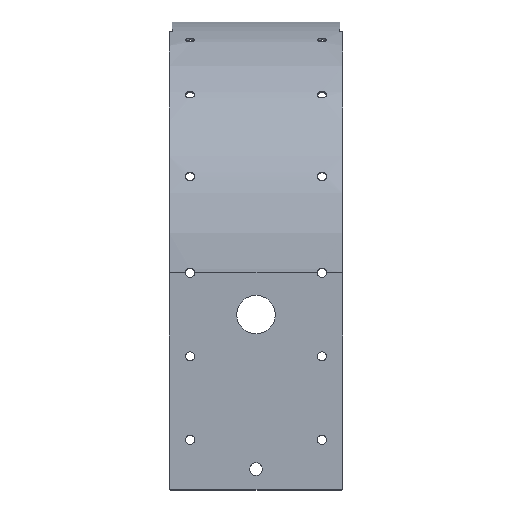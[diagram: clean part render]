
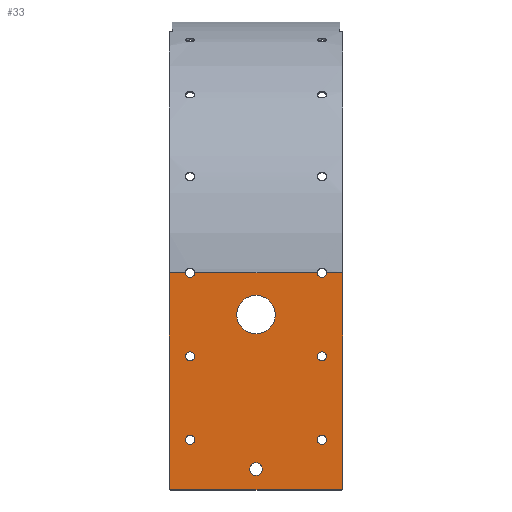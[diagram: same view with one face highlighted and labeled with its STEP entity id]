
A CAD part, top view. The second image highlights one B-rep face of the part: STEP entity #33.
In plain terms, the highlighted planar face has unit normal (0, 0, 1).
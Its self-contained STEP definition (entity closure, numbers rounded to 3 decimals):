
#19=PLANE('',#1008);
#33=ADVANCED_FACE('',(#131,#132,#133,#134,#135,#136,#77),#19,.T.);
#77=FACE_OUTER_BOUND('',#163,.F.);
#131=FACE_BOUND('',#157,.F.);
#132=FACE_BOUND('',#158,.F.);
#133=FACE_BOUND('',#159,.F.);
#134=FACE_BOUND('',#160,.F.);
#135=FACE_BOUND('',#161,.F.);
#136=FACE_BOUND('',#162,.F.);
#157=EDGE_LOOP('',(#263,#264));
#158=EDGE_LOOP('',(#265,#266));
#159=EDGE_LOOP('',(#267,#268));
#160=EDGE_LOOP('',(#269,#270));
#161=EDGE_LOOP('',(#271,#272));
#162=EDGE_LOOP('',(#273,#274));
#163=EDGE_LOOP('',(#275,#276,#277,#278,#279,#280,#281,#282,#283,#284,#285,
#286));
#263=ORIENTED_EDGE('',*,*,#674,.T.);
#264=ORIENTED_EDGE('',*,*,#673,.T.);
#265=ORIENTED_EDGE('',*,*,#714,.T.);
#266=ORIENTED_EDGE('',*,*,#713,.T.);
#267=ORIENTED_EDGE('',*,*,#742,.T.);
#268=ORIENTED_EDGE('',*,*,#741,.T.);
#269=ORIENTED_EDGE('',*,*,#738,.T.);
#270=ORIENTED_EDGE('',*,*,#737,.T.);
#271=ORIENTED_EDGE('',*,*,#710,.T.);
#272=ORIENTED_EDGE('',*,*,#709,.T.);
#273=ORIENTED_EDGE('',*,*,#670,.T.);
#274=ORIENTED_EDGE('',*,*,#669,.T.);
#275=ORIENTED_EDGE('',*,*,#755,.F.);
#276=ORIENTED_EDGE('',*,*,#757,.F.);
#277=ORIENTED_EDGE('',*,*,#676,.F.);
#278=ORIENTED_EDGE('',*,*,#762,.T.);
#279=ORIENTED_EDGE('',*,*,#680,.F.);
#280=ORIENTED_EDGE('',*,*,#760,.T.);
#281=ORIENTED_EDGE('',*,*,#726,.F.);
#282=ORIENTED_EDGE('',*,*,#730,.T.);
#283=ORIENTED_EDGE('',*,*,#729,.T.);
#284=ORIENTED_EDGE('',*,*,#716,.F.);
#285=ORIENTED_EDGE('',*,*,#720,.T.);
#286=ORIENTED_EDGE('',*,*,#719,.T.);
#556=LINE('',#1745,#614);
#558=LINE('',#1787,#616);
#567=LINE('',#1848,#625);
#569=LINE('',#1850,#627);
#572=LINE('',#1853,#630);
#574=LINE('',#1855,#632);
#614=VECTOR('',#1101,73.5);
#616=VECTOR('',#1111,9.75);
#625=VECTOR('',#1152,9.75);
#627=VECTOR('',#1154,129.);
#630=VECTOR('',#1157,129.);
#632=VECTOR('',#1159,102.);
#669=EDGE_CURVE('',#930,#929,#803,.T.);
#670=EDGE_CURVE('',#929,#930,#804,.T.);
#673=EDGE_CURVE('',#926,#925,#807,.T.);
#674=EDGE_CURVE('',#925,#926,#808,.T.);
#676=EDGE_CURVE('',#922,#921,#810,.T.);
#680=EDGE_CURVE('',#918,#917,#812,.T.);
#709=EDGE_CURVE('',#890,#889,#815,.T.);
#710=EDGE_CURVE('',#889,#890,#816,.T.);
#713=EDGE_CURVE('',#886,#885,#819,.T.);
#714=EDGE_CURVE('',#885,#886,#820,.T.);
#716=EDGE_CURVE('',#882,#881,#556,.T.);
#719=EDGE_CURVE('',#878,#877,#823,.T.);
#720=EDGE_CURVE('',#882,#878,#824,.T.);
#726=EDGE_CURVE('',#872,#871,#558,.T.);
#729=EDGE_CURVE('',#869,#881,#827,.T.);
#730=EDGE_CURVE('',#872,#869,#828,.T.);
#737=EDGE_CURVE('',#864,#863,#831,.T.);
#738=EDGE_CURVE('',#863,#864,#832,.T.);
#741=EDGE_CURVE('',#860,#859,#835,.T.);
#742=EDGE_CURVE('',#859,#860,#836,.T.);
#755=EDGE_CURVE('',#846,#877,#567,.T.);
#757=EDGE_CURVE('',#921,#846,#569,.T.);
#760=EDGE_CURVE('',#918,#871,#572,.T.);
#762=EDGE_CURVE('',#922,#917,#574,.T.);
#803=CIRCLE('',#964,3.75);
#804=CIRCLE('',#965,3.75);
#807=CIRCLE('',#968,11.5);
#808=CIRCLE('',#969,11.5);
#810=CIRCLE('',#971,1.);
#812=CIRCLE('',#973,1.);
#815=CIRCLE('',#976,2.75);
#816=CIRCLE('',#977,2.75);
#819=CIRCLE('',#980,2.75);
#820=CIRCLE('',#981,2.75);
#823=CIRCLE('',#984,2.75);
#824=CIRCLE('',#985,2.75);
#827=CIRCLE('',#988,2.75);
#828=CIRCLE('',#989,2.75);
#831=CIRCLE('',#992,2.75);
#832=CIRCLE('',#993,2.75);
#835=CIRCLE('',#996,2.75);
#836=CIRCLE('',#997,2.75);
#846=VERTEX_POINT('',#1297);
#859=VERTEX_POINT('',#1310);
#860=VERTEX_POINT('',#1311);
#863=VERTEX_POINT('',#1314);
#864=VERTEX_POINT('',#1315);
#869=VERTEX_POINT('',#1320);
#871=VERTEX_POINT('',#1322);
#872=VERTEX_POINT('',#1323);
#877=VERTEX_POINT('',#1328);
#878=VERTEX_POINT('',#1329);
#881=VERTEX_POINT('',#1332);
#882=VERTEX_POINT('',#1333);
#885=VERTEX_POINT('',#1336);
#886=VERTEX_POINT('',#1337);
#889=VERTEX_POINT('',#1340);
#890=VERTEX_POINT('',#1341);
#917=VERTEX_POINT('',#1368);
#918=VERTEX_POINT('',#1369);
#921=VERTEX_POINT('',#1372);
#922=VERTEX_POINT('',#1373);
#925=VERTEX_POINT('',#1376);
#926=VERTEX_POINT('',#1377);
#929=VERTEX_POINT('',#1380);
#930=VERTEX_POINT('',#1381);
#964=AXIS2_PLACEMENT_3D('',#1386,#1060,#1061);
#965=AXIS2_PLACEMENT_3D('',#1387,#1062,#1063);
#968=AXIS2_PLACEMENT_3D('',#1390,#1068,#1069);
#969=AXIS2_PLACEMENT_3D('',#1391,#1070,#1071);
#971=AXIS2_PLACEMENT_3D('',#1393,#1074,#1075);
#973=AXIS2_PLACEMENT_3D('',#1397,#1080,#1081);
#976=AXIS2_PLACEMENT_3D('',#1738,#1088,#1089);
#977=AXIS2_PLACEMENT_3D('',#1739,#1090,#1091);
#980=AXIS2_PLACEMENT_3D('',#1742,#1096,#1097);
#981=AXIS2_PLACEMENT_3D('',#1743,#1098,#1099);
#984=AXIS2_PLACEMENT_3D('',#1748,#1106,#1107);
#985=AXIS2_PLACEMENT_3D('',#1749,#1108,#1109);
#988=AXIS2_PLACEMENT_3D('',#1790,#1116,#1117);
#989=AXIS2_PLACEMENT_3D('',#1791,#1118,#1119);
#992=AXIS2_PLACEMENT_3D('',#1830,#1124,#1125);
#993=AXIS2_PLACEMENT_3D('',#1831,#1126,#1127);
#996=AXIS2_PLACEMENT_3D('',#1834,#1132,#1133);
#997=AXIS2_PLACEMENT_3D('',#1835,#1134,#1135);
#1008=AXIS2_PLACEMENT_3D('',#1896,#1206,#1207);
#1060=DIRECTION('',(0.,0.,1.));
#1061=DIRECTION('',(0.,-1.,0.));
#1062=DIRECTION('',(0.,0.,1.));
#1063=DIRECTION('',(0.,1.,0.));
#1068=DIRECTION('',(0.,0.,1.));
#1069=DIRECTION('',(0.,-1.,0.));
#1070=DIRECTION('',(0.,0.,1.));
#1071=DIRECTION('',(0.,1.,0.));
#1074=DIRECTION('',(0.,0.,1.));
#1075=DIRECTION('',(0.,-1.,0.));
#1080=DIRECTION('',(0.,0.,1.));
#1081=DIRECTION('',(-1.,0.,0.));
#1088=DIRECTION('',(0.,0.,1.));
#1089=DIRECTION('',(0.,1.,0.));
#1090=DIRECTION('',(0.,0.,1.));
#1091=DIRECTION('',(0.,-1.,0.));
#1096=DIRECTION('',(0.,0.,1.));
#1097=DIRECTION('',(0.,1.,0.));
#1098=DIRECTION('',(0.,0.,1.));
#1099=DIRECTION('',(0.,-1.,0.));
#1101=DIRECTION('',(-1.,0.,0.));
#1106=DIRECTION('',(0.,0.,1.));
#1107=DIRECTION('',(0.,-1.,0.));
#1108=DIRECTION('',(0.,0.,1.));
#1109=DIRECTION('',(-1.,0.,0.));
#1111=DIRECTION('',(-1.,0.,0.));
#1116=DIRECTION('',(0.,0.,1.));
#1117=DIRECTION('',(0.,-1.,0.));
#1118=DIRECTION('',(0.,0.,1.));
#1119=DIRECTION('',(-1.,0.,0.));
#1124=DIRECTION('',(0.,0.,1.));
#1125=DIRECTION('',(0.,1.,0.));
#1126=DIRECTION('',(0.,0.,1.));
#1127=DIRECTION('',(0.,-1.,0.));
#1132=DIRECTION('',(0.,0.,1.));
#1133=DIRECTION('',(0.,1.,0.));
#1134=DIRECTION('',(0.,0.,1.));
#1135=DIRECTION('',(0.,-1.,0.));
#1152=DIRECTION('',(-1.,0.,0.));
#1154=DIRECTION('',(0.,1.,0.));
#1157=DIRECTION('',(0.,1.,0.));
#1159=DIRECTION('',(-1.,0.,0.));
#1206=DIRECTION('',(0.,0.,1.));
#1207=DIRECTION('',(-1.,0.,0.));
#1297=CARTESIAN_POINT('',(212.558,-196.447,201.006));
#1310=CARTESIAN_POINT('',(121.058,-299.197,201.006));
#1311=CARTESIAN_POINT('',(121.058,-293.697,201.006));
#1314=CARTESIAN_POINT('',(121.058,-249.197,201.006));
#1315=CARTESIAN_POINT('',(121.058,-243.697,201.006));
#1320=CARTESIAN_POINT('',(121.058,-199.197,201.006));
#1322=CARTESIAN_POINT('',(108.558,-196.447,201.006));
#1323=CARTESIAN_POINT('',(118.308,-196.447,201.006));
#1328=CARTESIAN_POINT('',(202.808,-196.447,201.006));
#1329=CARTESIAN_POINT('',(200.058,-199.197,201.006));
#1332=CARTESIAN_POINT('',(123.808,-196.447,201.006));
#1333=CARTESIAN_POINT('',(197.308,-196.447,201.006));
#1336=CARTESIAN_POINT('',(200.058,-249.197,201.006));
#1337=CARTESIAN_POINT('',(200.058,-243.697,201.006));
#1340=CARTESIAN_POINT('',(200.058,-299.197,201.006));
#1341=CARTESIAN_POINT('',(200.058,-293.697,201.006));
#1368=CARTESIAN_POINT('',(109.558,-326.447,201.006));
#1369=CARTESIAN_POINT('',(108.558,-325.447,201.006));
#1372=CARTESIAN_POINT('',(212.558,-325.447,201.006));
#1373=CARTESIAN_POINT('',(211.558,-326.447,201.006));
#1376=CARTESIAN_POINT('',(160.558,-209.947,201.006));
#1377=CARTESIAN_POINT('',(160.558,-232.947,201.006));
#1380=CARTESIAN_POINT('',(160.558,-310.197,201.006));
#1381=CARTESIAN_POINT('',(160.558,-317.697,201.006));
#1386=CARTESIAN_POINT('',(160.558,-313.947,201.006));
#1387=CARTESIAN_POINT('',(160.558,-313.947,201.006));
#1390=CARTESIAN_POINT('',(160.558,-221.447,201.006));
#1391=CARTESIAN_POINT('',(160.558,-221.447,201.006));
#1393=CARTESIAN_POINT('',(211.558,-325.447,201.006));
#1397=CARTESIAN_POINT('',(109.558,-325.447,201.006));
#1738=CARTESIAN_POINT('',(200.058,-296.447,201.006));
#1739=CARTESIAN_POINT('',(200.058,-296.447,201.006));
#1742=CARTESIAN_POINT('',(200.058,-246.447,201.006));
#1743=CARTESIAN_POINT('',(200.058,-246.447,201.006));
#1745=CARTESIAN_POINT('',(197.308,-196.447,201.006));
#1748=CARTESIAN_POINT('',(200.058,-196.447,201.006));
#1749=CARTESIAN_POINT('',(200.058,-196.447,201.006));
#1787=CARTESIAN_POINT('',(118.308,-196.447,201.006));
#1790=CARTESIAN_POINT('',(121.058,-196.447,201.006));
#1791=CARTESIAN_POINT('',(121.058,-196.447,201.006));
#1830=CARTESIAN_POINT('',(121.058,-246.447,201.006));
#1831=CARTESIAN_POINT('',(121.058,-246.447,201.006));
#1834=CARTESIAN_POINT('',(121.058,-296.447,201.006));
#1835=CARTESIAN_POINT('',(121.058,-296.447,201.006));
#1848=CARTESIAN_POINT('',(212.558,-196.447,201.006));
#1850=CARTESIAN_POINT('',(212.558,-325.447,201.006));
#1853=CARTESIAN_POINT('',(108.558,-325.447,201.006));
#1855=CARTESIAN_POINT('',(211.558,-326.447,201.006));
#1896=CARTESIAN_POINT('',(215.358,-43.647,201.006));
